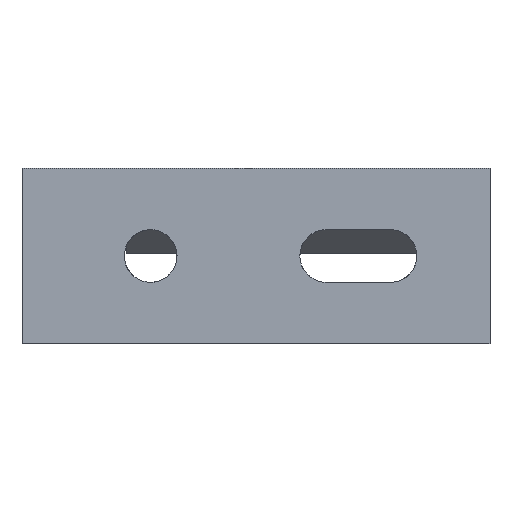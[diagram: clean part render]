
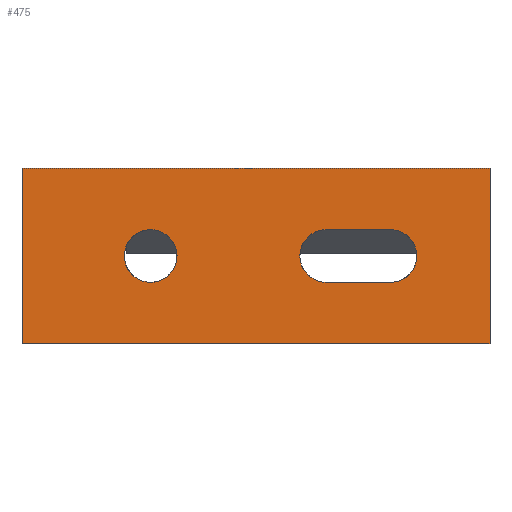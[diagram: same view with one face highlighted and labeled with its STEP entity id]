
A CAD part, left-side view. The second image highlights one B-rep face of the part: STEP entity #475.
In plain terms, the highlighted planar face has unit normal (-1, 0, 0).
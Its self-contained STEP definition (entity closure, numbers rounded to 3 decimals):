
#9 = ORIENTED_EDGE ( 'NONE', *, *, #631, .F. ) ;
#16 = LINE ( 'NONE', #583, #1150 ) ;
#50 = DIRECTION ( 'NONE',  ( 0., -1., 0. ) ) ;
#81 = EDGE_CURVE ( 'NONE', #1168, #686, #1378, .T. ) ;
#119 = EDGE_CURVE ( 'NONE', #1168, #1176, #750, .T. ) ;
#133 = EDGE_LOOP ( 'NONE', ( #1014 ) ) ;
#138 = EDGE_CURVE ( 'NONE', #814, #686, #688, .T. ) ;
#176 = EDGE_LOOP ( 'NONE', ( #581, #262, #695, #9 ) ) ;
#187 = DIRECTION ( 'NONE',  ( 0., 1., 0. ) ) ;
#197 = CARTESIAN_POINT ( 'NONE',  ( 0., 930., -28.5 ) ) ;
#205 = VECTOR ( 'NONE', #897, 1000. ) ;
#221 = VERTEX_POINT ( 'NONE', #1329 ) ;
#262 = ORIENTED_EDGE ( 'NONE', *, *, #476, .F. ) ;
#272 = VERTEX_POINT ( 'NONE', #1244 ) ;
#283 = CARTESIAN_POINT ( 'NONE',  ( 0., 78.49, 1.5 ) ) ;
#285 = VECTOR ( 'NONE', #672, 1000. ) ;
#297 = AXIS2_PLACEMENT_3D ( 'NONE', #988, #987, #984 ) ;
#343 = CARTESIAN_POINT ( 'NONE',  ( 0., 80., 1.5 ) ) ;
#347 = AXIS2_PLACEMENT_3D ( 'NONE', #638, #636, #634 ) ;
#392 = EDGE_CURVE ( 'NONE', #1285, #221, #1126, .T. ) ;
#433 = CARTESIAN_POINT ( 'NONE',  ( 0., 80., -28.5 ) ) ;
#475 = ADVANCED_FACE ( 'NONE', ( #852, #1303, #1065 ), #961, .F. ) ;
#476 = EDGE_CURVE ( 'NONE', #272, #1285, #487, .T. ) ;
#487 = LINE ( 'NONE', #902, #205 ) ;
#509 = CARTESIAN_POINT ( 'NONE',  ( 0., 58., -9. ) ) ;
#556 = EDGE_CURVE ( 'NONE', #1148, #272, #684, .T. ) ;
#559 = CARTESIAN_POINT ( 'NONE',  ( 0., 0., -28.5 ) ) ;
#567 = CARTESIAN_POINT ( 'NONE',  ( 0., 0., 1.5 ) ) ;
#569 = VECTOR ( 'NONE', #593, 1000. ) ;
#581 = ORIENTED_EDGE ( 'NONE', *, *, #392, .F. ) ;
#583 = CARTESIAN_POINT ( 'NONE',  ( 0., 80., 1.5 ) ) ;
#591 = CARTESIAN_POINT ( 'NONE',  ( 0., 0., -28.5 ) ) ;
#593 = DIRECTION ( 'NONE',  ( 0., 0., -1. ) ) ;
#609 = LINE ( 'NONE', #689, #285 ) ;
#631 = EDGE_CURVE ( 'NONE', #221, #1148, #609, .T. ) ;
#634 = DIRECTION ( 'NONE',  ( 0., 0., 1. ) ) ;
#636 = DIRECTION ( 'NONE',  ( -1., 0., 0. ) ) ;
#638 = CARTESIAN_POINT ( 'NONE',  ( 0., 58., -13.5 ) ) ;
#642 = EDGE_CURVE ( 'NONE', #709, #709, #1159, .T. ) ;
#643 = DIRECTION ( 'NONE',  ( 0., 0., -1. ) ) ;
#672 = DIRECTION ( 'NONE',  ( 0., -1., 0. ) ) ;
#684 = CIRCLE ( 'NONE', #1175, 4.5 ) ;
#686 = VERTEX_POINT ( 'NONE', #591 ) ;
#688 = LINE ( 'NONE', #197, #1170 ) ;
#689 = CARTESIAN_POINT ( 'NONE',  ( 0., 28., -18. ) ) ;
#694 = AXIS2_PLACEMENT_3D ( 'NONE', #923, #917, #914 ) ;
#695 = ORIENTED_EDGE ( 'NONE', *, *, #556, .F. ) ;
#709 = VERTEX_POINT ( 'NONE', #509 ) ;
#750 = LINE ( 'NONE', #283, #999 ) ;
#757 = ORIENTED_EDGE ( 'NONE', *, *, #119, .T. ) ;
#760 = ORIENTED_EDGE ( 'NONE', *, *, #81, .F. ) ;
#780 = DIRECTION ( 'NONE',  ( 0., 0., 1. ) ) ;
#786 = DIRECTION ( 'NONE',  ( -1., 0., 0. ) ) ;
#788 = CARTESIAN_POINT ( 'NONE',  ( 0., 17., -13.5 ) ) ;
#814 = VERTEX_POINT ( 'NONE', #433 ) ;
#822 = CARTESIAN_POINT ( 'NONE',  ( 0., 28., -9. ) ) ;
#852 = FACE_BOUND ( 'NONE', #176, .T. ) ;
#897 = DIRECTION ( 'NONE',  ( 0., 1., 0. ) ) ;
#902 = CARTESIAN_POINT ( 'NONE',  ( 0., 17., -9. ) ) ;
#914 = DIRECTION ( 'NONE',  ( 0., 0., -1. ) ) ;
#917 = DIRECTION ( 'NONE',  ( 1., 0., 0. ) ) ;
#923 = CARTESIAN_POINT ( 'NONE',  ( 0., 930., -28.5 ) ) ;
#930 = CARTESIAN_POINT ( 'NONE',  ( 0., 17., -18. ) ) ;
#961 = PLANE ( 'NONE',  #694 ) ;
#974 = ORIENTED_EDGE ( 'NONE', *, *, #1152, .T. ) ;
#984 = DIRECTION ( 'NONE',  ( 0., 0., 1. ) ) ;
#987 = DIRECTION ( 'NONE',  ( -1., 0., 0. ) ) ;
#988 = CARTESIAN_POINT ( 'NONE',  ( 0., 28., -13.5 ) ) ;
#999 = VECTOR ( 'NONE', #187, 1000. ) ;
#1014 = ORIENTED_EDGE ( 'NONE', *, *, #642, .F. ) ;
#1065 = FACE_OUTER_BOUND ( 'NONE', #1139, .T. ) ;
#1126 = CIRCLE ( 'NONE', #297, 4.5 ) ;
#1139 = EDGE_LOOP ( 'NONE', ( #1343, #760, #757, #974 ) ) ;
#1148 = VERTEX_POINT ( 'NONE', #930 ) ;
#1150 = VECTOR ( 'NONE', #643, 1000. ) ;
#1152 = EDGE_CURVE ( 'NONE', #1176, #814, #16, .T. ) ;
#1159 = CIRCLE ( 'NONE', #347, 4.5 ) ;
#1168 = VERTEX_POINT ( 'NONE', #567 ) ;
#1170 = VECTOR ( 'NONE', #50, 1000. ) ;
#1175 = AXIS2_PLACEMENT_3D ( 'NONE', #788, #786, #780 ) ;
#1176 = VERTEX_POINT ( 'NONE', #343 ) ;
#1244 = CARTESIAN_POINT ( 'NONE',  ( 0., 17., -9. ) ) ;
#1285 = VERTEX_POINT ( 'NONE', #822 ) ;
#1303 = FACE_BOUND ( 'NONE', #133, .T. ) ;
#1329 = CARTESIAN_POINT ( 'NONE',  ( 0., 28., -18. ) ) ;
#1343 = ORIENTED_EDGE ( 'NONE', *, *, #138, .T. ) ;
#1378 = LINE ( 'NONE', #559, #569 ) ;
